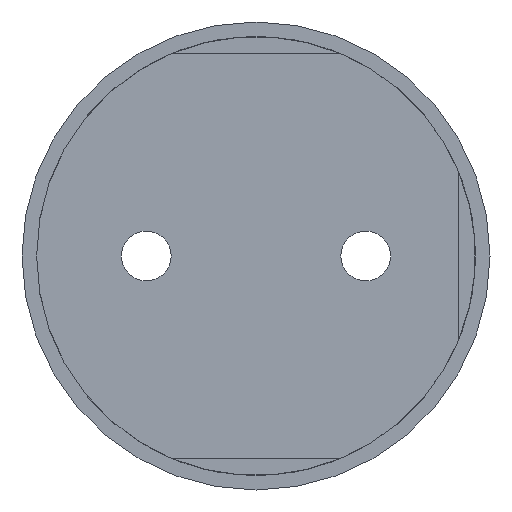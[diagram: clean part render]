
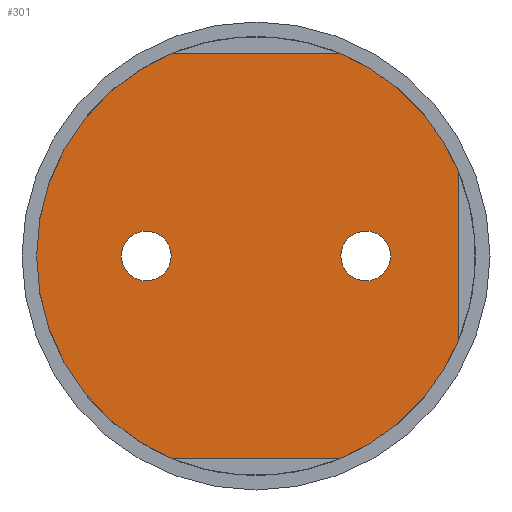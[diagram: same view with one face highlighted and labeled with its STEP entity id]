
A CAD part, left-side view. The second image highlights one B-rep face of the part: STEP entity #301.
In plain terms, the highlighted planar face has unit normal (-1, 0, 0).
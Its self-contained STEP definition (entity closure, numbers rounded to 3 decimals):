
#30=FACE_BOUND('',#73,.T.);
#31=FACE_BOUND('',#74,.T.);
#37=PLANE('',#344);
#52=FACE_OUTER_BOUND('',#72,.T.);
#72=EDGE_LOOP('',(#231,#232,#233,#234,#235,#236,#237));
#73=EDGE_LOOP('',(#238));
#74=EDGE_LOOP('',(#239));
#93=LINE('',#515,#111);
#94=LINE('',#519,#112);
#95=LINE('',#525,#113);
#111=VECTOR('',#414,10.);
#112=VECTOR('',#417,10.);
#113=VECTOR('',#422,10.);
#131=CIRCLE('',#341,1.7);
#132=CIRCLE('',#343,1.7);
#133=CIRCLE('',#345,15.);
#134=CIRCLE('',#346,15.);
#135=CIRCLE('',#347,15.);
#136=CIRCLE('',#348,15.);
#152=VERTEX_POINT('',#505);
#153=VERTEX_POINT('',#509);
#154=VERTEX_POINT('',#513);
#155=VERTEX_POINT('',#514);
#156=VERTEX_POINT('',#516);
#157=VERTEX_POINT('',#518);
#158=VERTEX_POINT('',#520);
#159=VERTEX_POINT('',#522);
#160=VERTEX_POINT('',#524);
#181=EDGE_CURVE('',#152,#152,#131,.T.);
#183=EDGE_CURVE('',#153,#153,#132,.T.);
#184=EDGE_CURVE('',#154,#155,#93,.T.);
#185=EDGE_CURVE('',#156,#154,#133,.T.);
#186=EDGE_CURVE('',#157,#156,#94,.T.);
#187=EDGE_CURVE('',#158,#157,#134,.T.);
#188=EDGE_CURVE('',#159,#158,#135,.T.);
#189=EDGE_CURVE('',#160,#159,#95,.T.);
#190=EDGE_CURVE('',#155,#160,#136,.T.);
#231=ORIENTED_EDGE('',*,*,#184,.F.);
#232=ORIENTED_EDGE('',*,*,#185,.F.);
#233=ORIENTED_EDGE('',*,*,#186,.F.);
#234=ORIENTED_EDGE('',*,*,#187,.F.);
#235=ORIENTED_EDGE('',*,*,#188,.F.);
#236=ORIENTED_EDGE('',*,*,#189,.F.);
#237=ORIENTED_EDGE('',*,*,#190,.F.);
#238=ORIENTED_EDGE('',*,*,#181,.T.);
#239=ORIENTED_EDGE('',*,*,#183,.T.);
#301=ADVANCED_FACE('',(#52,#30,#31),#37,.F.);
#341=AXIS2_PLACEMENT_3D('',#507,#405,#406);
#343=AXIS2_PLACEMENT_3D('',#511,#410,#411);
#344=AXIS2_PLACEMENT_3D('',#512,#412,#413);
#345=AXIS2_PLACEMENT_3D('',#517,#415,#416);
#346=AXIS2_PLACEMENT_3D('',#521,#418,#419);
#347=AXIS2_PLACEMENT_3D('',#523,#420,#421);
#348=AXIS2_PLACEMENT_3D('',#526,#423,#424);
#405=DIRECTION('center_axis',(1.,0.,0.));
#406=DIRECTION('ref_axis',(0.,1.,0.));
#410=DIRECTION('center_axis',(1.,0.,0.));
#411=DIRECTION('ref_axis',(0.,1.,0.));
#412=DIRECTION('center_axis',(1.,0.,0.));
#413=DIRECTION('ref_axis',(0.,1.,0.));
#414=DIRECTION('',(0.,0.,-1.));
#415=DIRECTION('center_axis',(1.,0.,0.));
#416=DIRECTION('ref_axis',(0.,-1.,0.));
#417=DIRECTION('',(0.,-1.,0.));
#418=DIRECTION('center_axis',(1.,0.,0.));
#419=DIRECTION('ref_axis',(0.,-1.,0.));
#420=DIRECTION('center_axis',(1.,0.,0.));
#421=DIRECTION('ref_axis',(0.,-1.,0.));
#422=DIRECTION('',(0.,1.,0.));
#423=DIRECTION('center_axis',(1.,0.,0.));
#424=DIRECTION('ref_axis',(0.,-1.,0.));
#505=CARTESIAN_POINT('',(15.,-9.2,435.731));
#507=CARTESIAN_POINT('Origin',(15.,-7.5,435.731));
#509=CARTESIAN_POINT('',(15.,5.8,435.731));
#511=CARTESIAN_POINT('Origin',(15.,7.5,435.731));
#512=CARTESIAN_POINT('Origin',(15.,0.002,435.731));
#513=CARTESIAN_POINT('',(15.,-13.858,441.471));
#514=CARTESIAN_POINT('',(15.,-13.858,429.991));
#515=CARTESIAN_POINT('',(15.,-13.858,438.601));
#516=CARTESIAN_POINT('',(15.,-5.74,449.589));
#517=CARTESIAN_POINT('Origin',(15.,0.,435.731));
#518=CARTESIAN_POINT('',(15.,5.74,449.589));
#519=CARTESIAN_POINT('',(15.,2.871,449.589));
#520=CARTESIAN_POINT('',(15.,15.,435.731));
#521=CARTESIAN_POINT('Origin',(15.,0.,435.731));
#522=CARTESIAN_POINT('',(15.,5.74,421.873));
#523=CARTESIAN_POINT('Origin',(15.,0.,435.731));
#524=CARTESIAN_POINT('',(15.,-5.74,421.873));
#525=CARTESIAN_POINT('',(15.,-2.869,421.873));
#526=CARTESIAN_POINT('Origin',(15.,0.,435.731));
